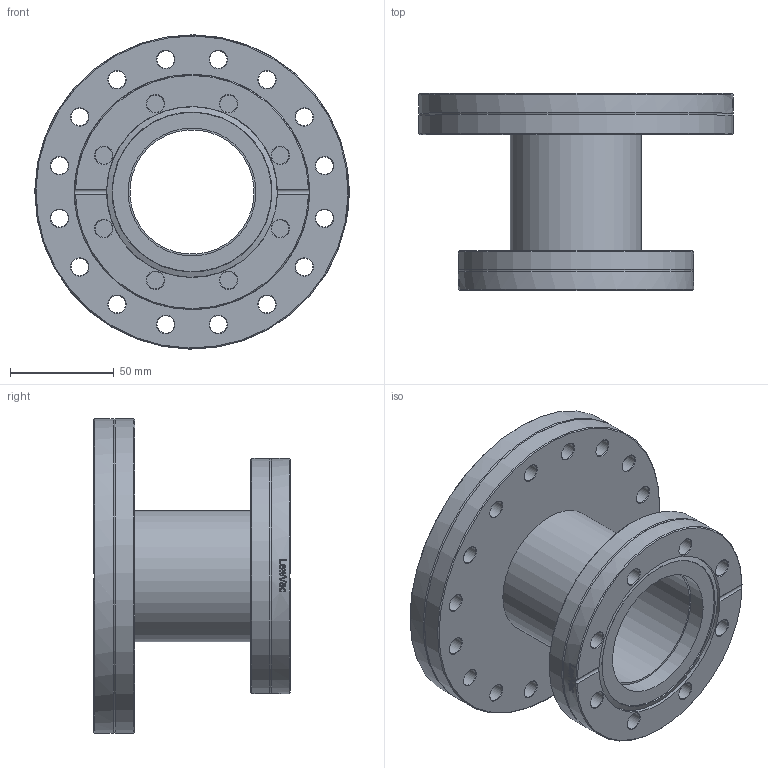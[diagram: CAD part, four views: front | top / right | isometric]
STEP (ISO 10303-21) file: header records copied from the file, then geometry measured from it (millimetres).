
FILE_DESCRIPTION(/* description */ (''),/* implementation_level */ '2;1');
FILE_NAME(/* name */ 'FL-SR100CF-63CF.stp',/* time_stamp */ '2020-11-17T12:15:26+00:00',/* author */ ('Paul'),/* organization */ (''),/* preprocessor_version */ 'ST-DEVELOPER v18.1',/* originating_system */ 'Autodesk Inventor 2021',/* authorisation */ '');
FILE_SCHEMA (('AUTOMOTIVE_DESIGN { 1 0 10303 214 3 1 1 }'));
Products named in the file (6): FL-SR100CF-63CF; FL-100CF; FL-63CFR-64; FL-63CF-OUT; FL-63CF-IN63.5; tube
Assembly tree (5 placements, depth 3):
  FL-SR100CF-63CF
    FL-100CF
    FL-63CFR-64
      FL-63CF-OUT
      FL-63CF-IN63.5
    tube
Bounding box: 151.6 x 95 x 151.6 mm (x, y, z)
Volume: 413779.8 mm3; surface area: 120094.6 mm2
Topology: 4 solids, 4 shells, 298 faces, 793 edges, 520 vertices
Faces by surface type: bspline 106, plane 73, cone 60, cylinder 57, torus 2
Full cylindrical faces by diameter (mm): 8.4 x24, 60 x1, 61.8 x1, 63.5 x3, 70.5 x1, 82.3 x1, 82.5 x1, 113.5 x2, 120.6 x1, 151.6 x2
Entity records: 34518 total; most frequent: CARTESIAN_POINT 27459, ORIENTED_EDGE 1586, DIRECTION 1127, EDGE_CURVE 793, VERTEX_POINT 520, AXIS2_PLACEMENT_3D 417, EDGE_LOOP 371, FACE_OUTER_BOUND 298
